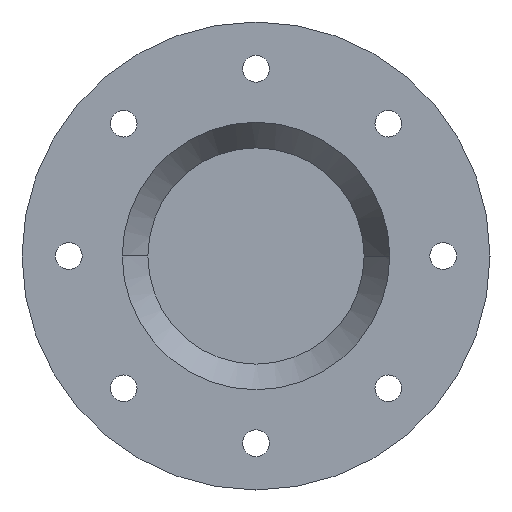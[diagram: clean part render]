
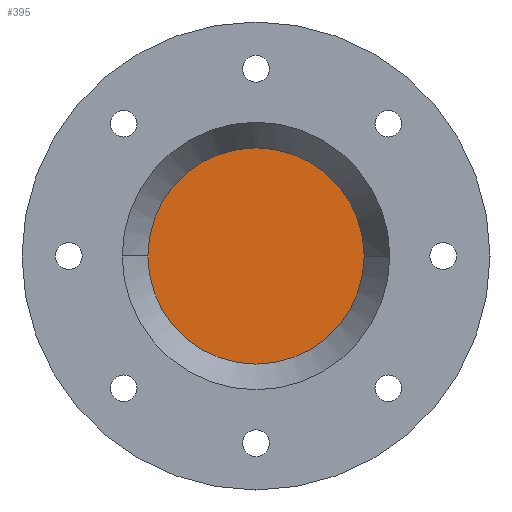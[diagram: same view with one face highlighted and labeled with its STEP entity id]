
A CAD part, front view. The second image highlights one B-rep face of the part: STEP entity #395.
In plain terms, the highlighted planar face has unit normal (0, -1, 0).
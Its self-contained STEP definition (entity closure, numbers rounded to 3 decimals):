
#359 = EDGE_CURVE ( 'NONE', #4401, #1291, #3706, .T. ) ;
#395 = ADVANCED_FACE ( 'NONE', ( #5577 ), #433, .T. ) ;
#433 = PLANE ( 'NONE',  #3070 ) ;
#460 = CIRCLE ( 'NONE', #1908, 16.175 ) ;
#986 = AXIS2_PLACEMENT_3D ( 'NONE', #4319, #3893, #2985 ) ;
#1230 = CARTESIAN_POINT ( 'NONE',  ( 0., 58.875, 0. ) ) ;
#1257 = DIRECTION ( 'NONE',  ( 0., -1., 0. ) ) ;
#1291 = VERTEX_POINT ( 'NONE', #5093 ) ;
#1908 = AXIS2_PLACEMENT_3D ( 'NONE', #3377, #5600, #3783 ) ;
#2748 = EDGE_LOOP ( 'NONE', ( #3381, #3667 ) ) ;
#2985 = DIRECTION ( 'NONE',  ( 1., 0., 0. ) ) ;
#3070 = AXIS2_PLACEMENT_3D ( 'NONE', #1230, #1257, #4266 ) ;
#3377 = CARTESIAN_POINT ( 'NONE',  ( 0., 58.875, 0. ) ) ;
#3381 = ORIENTED_EDGE ( 'NONE', *, *, #359, .T. ) ;
#3667 = ORIENTED_EDGE ( 'NONE', *, *, #5418, .T. ) ;
#3706 = CIRCLE ( 'NONE', #986, 16.175 ) ;
#3783 = DIRECTION ( 'NONE',  ( 1., 0., 0. ) ) ;
#3893 = DIRECTION ( 'NONE',  ( 0., -1., 0. ) ) ;
#4266 = DIRECTION ( 'NONE',  ( 1., 0., 0. ) ) ;
#4319 = CARTESIAN_POINT ( 'NONE',  ( 0., 58.875, 0. ) ) ;
#4401 = VERTEX_POINT ( 'NONE', #4631 ) ;
#4631 = CARTESIAN_POINT ( 'NONE',  ( 16.175, 58.875, 0. ) ) ;
#5093 = CARTESIAN_POINT ( 'NONE',  ( -16.175, 58.875, 0. ) ) ;
#5418 = EDGE_CURVE ( 'NONE', #1291, #4401, #460, .T. ) ;
#5577 = FACE_OUTER_BOUND ( 'NONE', #2748, .T. ) ;
#5600 = DIRECTION ( 'NONE',  ( 0., -1., 0. ) ) ;
